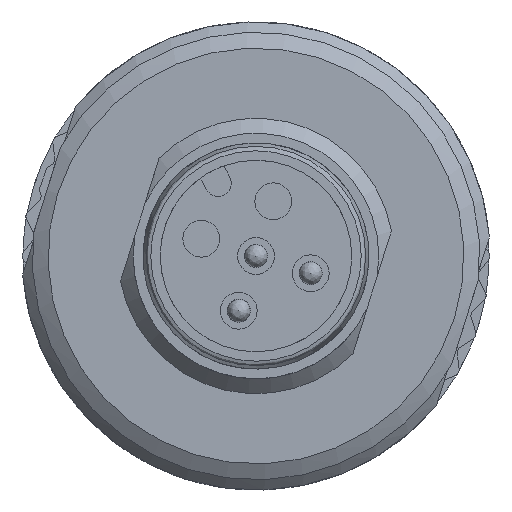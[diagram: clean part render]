
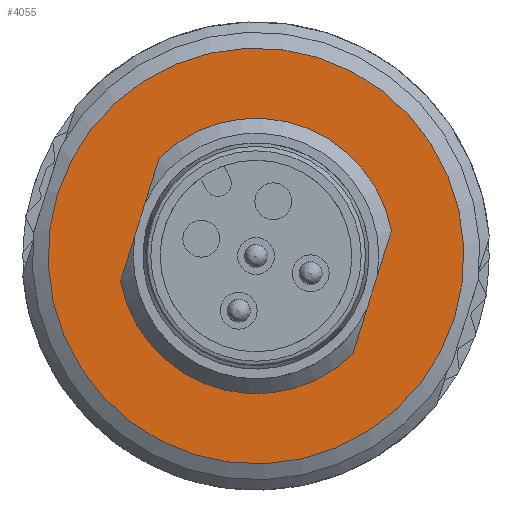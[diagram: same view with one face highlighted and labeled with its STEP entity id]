
A CAD part, front view. The second image highlights one B-rep face of the part: STEP entity #4055.
In plain terms, the highlighted planar face has unit normal (0, -1, 0).
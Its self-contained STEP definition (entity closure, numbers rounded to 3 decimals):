
#838=PLANE('',#16048);
#2169=LINE('',#22330,#3150);
#2171=LINE('',#22340,#3152);
#3150=VECTOR('',#17771,1.);
#3152=VECTOR('',#17779,1.);
#4055=ADVANCED_FACE('',(#5418,#5419),#838,.T.);
#5418=FACE_BOUND('',#5514,.T.);
#5419=FACE_BOUND('',#5515,.T.);
#5514=EDGE_LOOP('',(#6708,#6709,#6710,#6711));
#5515=EDGE_LOOP('',(#6712));
#6708=ORIENTED_EDGE('',*,*,#12992,.T.);
#6709=ORIENTED_EDGE('',*,*,#12973,.F.);
#6710=ORIENTED_EDGE('',*,*,#12988,.T.);
#6711=ORIENTED_EDGE('',*,*,#12979,.F.);
#6712=ORIENTED_EDGE('',*,*,#12994,.T.);
#11450=VERTEX_POINT('',#22294);
#11451=VERTEX_POINT('',#22296);
#11456=VERTEX_POINT('',#22307);
#11457=VERTEX_POINT('',#22309);
#11463=VERTEX_POINT('',#22347);
#12973=EDGE_CURVE('',#11450,#11451,#15227,.T.);
#12979=EDGE_CURVE('',#11456,#11457,#15229,.T.);
#12988=EDGE_CURVE('',#11450,#11457,#2169,.T.);
#12992=EDGE_CURVE('',#11456,#11451,#2171,.T.);
#12994=EDGE_CURVE('',#11463,#11463,#15232,.T.);
#15227=CIRCLE('',#16036,6.);
#15229=CIRCLE('',#16039,6.);
#15232=CIRCLE('',#16047,9.057);
#16036=AXIS2_PLACEMENT_3D('',#22295,#17748,#17749);
#16039=AXIS2_PLACEMENT_3D('',#22308,#17758,#17759);
#16047=AXIS2_PLACEMENT_3D('',#22346,#17782,#17783);
#16048=AXIS2_PLACEMENT_3D('',#22348,#17784,#17785);
#17748=DIRECTION('',(0.,-1.,0.));
#17749=DIRECTION('',(0.753,0.,0.658));
#17758=DIRECTION('',(0.,-1.,0.));
#17759=DIRECTION('',(-0.983,0.,-0.182));
#17771=DIRECTION('',(-0.3,0.,-0.954));
#17779=DIRECTION('',(0.3,0.,0.954));
#17782=DIRECTION('',(0.,-1.,0.));
#17783=DIRECTION('',(-0.954,0.,0.3));
#17784=DIRECTION('',(0.,-1.,0.));
#17785=DIRECTION('',(-0.954,0.,0.3));
#22294=CARTESIAN_POINT('',(52.815,12.901,26.094));
#22295=CARTESIAN_POINT('',(46.916,12.901,25.));
#22296=CARTESIAN_POINT('',(42.703,12.901,29.272));
#22307=CARTESIAN_POINT('',(41.016,12.901,23.906));
#22308=CARTESIAN_POINT('',(46.916,12.901,25.));
#22309=CARTESIAN_POINT('',(51.129,12.901,20.728));
#22330=CARTESIAN_POINT('',(52.815,12.901,26.094));
#22340=CARTESIAN_POINT('',(41.016,12.901,23.906));
#22346=CARTESIAN_POINT('',(46.916,12.901,25.));
#22347=CARTESIAN_POINT('',(38.275,12.901,27.716));
#22348=CARTESIAN_POINT('',(60.899,12.901,31.441));
